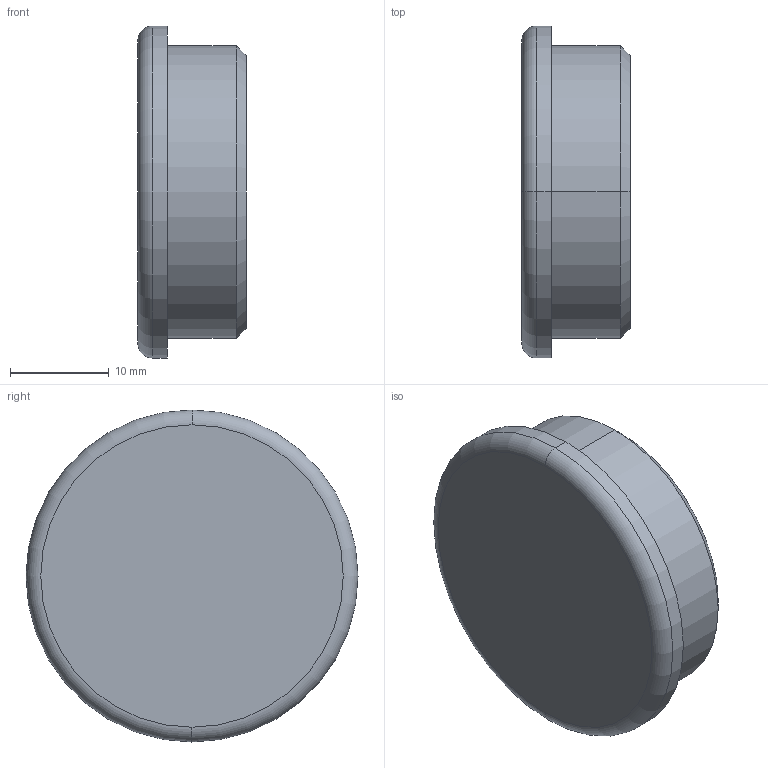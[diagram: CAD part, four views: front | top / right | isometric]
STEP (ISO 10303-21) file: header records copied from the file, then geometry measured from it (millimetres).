
FILE_DESCRIPTION (( 'STEP AP203' ), '1' );
FILE_NAME ('3D_GR1342_DN33.7x2_18380385.STEP', '2024-09-23T05:50:08', ( '' ), ( '' ), 'SwSTEP 2.0', 'SolidWorks 2024', '' );
FILE_SCHEMA (( 'CONFIG_CONTROL_DESIGN' ));
Length unit declared in the file: millimetre
Products named in the file (1): 3D_GR1342_DN33.7x2_18380385
Bounding box: 11 x 33.7 x 33.7 mm (x, y, z)
Volume: 1999 mm3; surface area: 4116.3 mm2
Topology: 1 solids, 1 shells, 21 faces, 40 edges, 24 vertices
Faces by surface type: cylinder 8, plane 5, torus 4, cone 4
Entity records: 615 total; most frequent: DIRECTION 112, CARTESIAN_POINT 86, ORIENTED_EDGE 80, AXIS2_PLACEMENT_3D 50, EDGE_CURVE 40, CIRCLE 28, VERTEX_POINT 24, EDGE_LOOP 24
